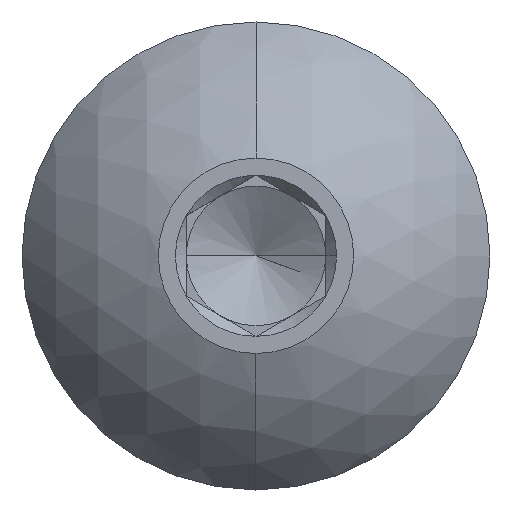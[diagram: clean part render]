
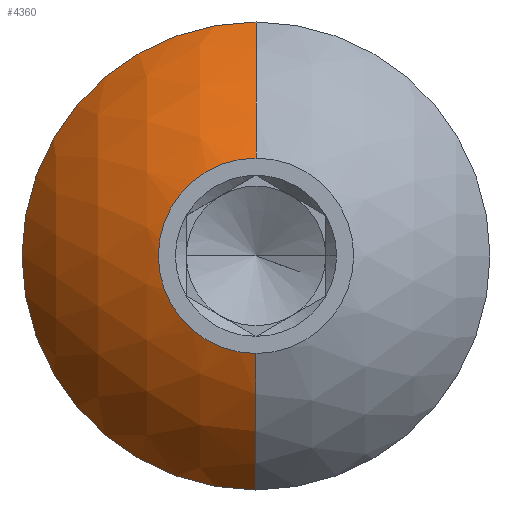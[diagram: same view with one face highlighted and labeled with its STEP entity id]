
A CAD part, top view. The second image highlights one B-rep face of the part: STEP entity #4360.
In plain terms, the highlighted spherical face has radius 3.88 mm.
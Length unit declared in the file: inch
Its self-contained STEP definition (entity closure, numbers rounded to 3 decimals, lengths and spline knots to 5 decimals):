
#354 = CIRCLE ( 'NONE', #7858, 0.15274 ) ;
#565 = CIRCLE ( 'NONE', #1364, 0.131 ) ;
#675 = EDGE_CURVE ( 'NONE', #5509, #5387, #565, .T. ) ;
#1317 = ORIENTED_EDGE ( 'NONE', *, *, #8940, .T. ) ;
#1324 = CIRCLE ( 'NONE', #7387, 0.131 ) ;
#1364 = AXIS2_PLACEMENT_3D ( 'NONE', #7986, #3094, #2541 ) ;
#1645 = CARTESIAN_POINT ( 'NONE',  ( 0., -0.131, 0.53493 ) ) ;
#2116 = DIRECTION ( 'NONE',  ( 0., 0., 1. ) ) ;
#2191 = DIRECTION ( 'NONE',  ( -1., 0., 0. ) ) ;
#2207 = EDGE_CURVE ( 'NONE', #5421, #3626, #2208, .T. ) ;
#2208 = CIRCLE ( 'NONE', #2725, 0.05469 ) ;
#2306 = AXIS2_PLACEMENT_3D ( 'NONE', #7359, #3009, #3816 ) ;
#2399 = CARTESIAN_POINT ( 'NONE',  ( 0., 0., 0.53493 ) ) ;
#2541 = DIRECTION ( 'NONE',  ( 1., 0., 0. ) ) ;
#2685 = CARTESIAN_POINT ( 'NONE',  ( 0., 0., 0.599 ) ) ;
#2725 = AXIS2_PLACEMENT_3D ( 'NONE', #2685, #2116, #7778 ) ;
#3009 = DIRECTION ( 'NONE',  ( 1., 0., 0. ) ) ;
#3088 = ORIENTED_EDGE ( 'NONE', *, *, #5252, .T. ) ;
#3094 = DIRECTION ( 'NONE',  ( 0., 0., 1. ) ) ;
#3365 = CARTESIAN_POINT ( 'NONE',  ( 0., 0., 0.45638 ) ) ;
#3626 = VERTEX_POINT ( 'NONE', #7427 ) ;
#3789 = SPHERICAL_SURFACE ( 'NONE', #3878, 0.15274 ) ;
#3800 = DIRECTION ( 'NONE',  ( 1., 0., 0. ) ) ;
#3816 = DIRECTION ( 'NONE',  ( 0., 0., -1. ) ) ;
#3878 = AXIS2_PLACEMENT_3D ( 'NONE', #3365, #4884, #6290 ) ;
#3975 = CARTESIAN_POINT ( 'NONE',  ( -0.131, 0., 0.53493 ) ) ;
#4360 = ADVANCED_FACE ( 'NONE', ( #7012 ), #3789, .T. ) ;
#4884 = DIRECTION ( 'NONE',  ( -1., 0., 0. ) ) ;
#4960 = ORIENTED_EDGE ( 'NONE', *, *, #7612, .F. ) ;
#5139 = DIRECTION ( 'NONE',  ( 0., 0., 1. ) ) ;
#5252 = EDGE_CURVE ( 'NONE', #5387, #3626, #354, .T. ) ;
#5326 = ORIENTED_EDGE ( 'NONE', *, *, #2207, .F. ) ;
#5387 = VERTEX_POINT ( 'NONE', #1645 ) ;
#5420 = ORIENTED_EDGE ( 'NONE', *, *, #675, .T. ) ;
#5421 = VERTEX_POINT ( 'NONE', #7289 ) ;
#5509 = VERTEX_POINT ( 'NONE', #3975 ) ;
#5972 = CARTESIAN_POINT ( 'NONE',  ( 0., 0.131, 0.53493 ) ) ;
#6290 = DIRECTION ( 'NONE',  ( 0., 1., 0. ) ) ;
#6447 = CARTESIAN_POINT ( 'NONE',  ( 0., 0., 0.45638 ) ) ;
#7012 = FACE_OUTER_BOUND ( 'NONE', #7632, .T. ) ;
#7161 = DIRECTION ( 'NONE',  ( 0., -1., 0. ) ) ;
#7289 = CARTESIAN_POINT ( 'NONE',  ( 0., 0.05469, 0.599 ) ) ;
#7359 = CARTESIAN_POINT ( 'NONE',  ( 0., 0., 0.45638 ) ) ;
#7387 = AXIS2_PLACEMENT_3D ( 'NONE', #2399, #5139, #3800 ) ;
#7427 = CARTESIAN_POINT ( 'NONE',  ( 0., -0.05469, 0.599 ) ) ;
#7612 = EDGE_CURVE ( 'NONE', #9055, #5421, #9103, .T. ) ;
#7632 = EDGE_LOOP ( 'NONE', ( #5420, #3088, #5326, #4960, #1317 ) ) ;
#7778 = DIRECTION ( 'NONE',  ( 1., 0., 0. ) ) ;
#7858 = AXIS2_PLACEMENT_3D ( 'NONE', #6447, #2191, #7161 ) ;
#7986 = CARTESIAN_POINT ( 'NONE',  ( 0., 0., 0.53493 ) ) ;
#8940 = EDGE_CURVE ( 'NONE', #9055, #5509, #1324, .T. ) ;
#9055 = VERTEX_POINT ( 'NONE', #5972 ) ;
#9103 = CIRCLE ( 'NONE', #2306, 0.15274 ) ;
